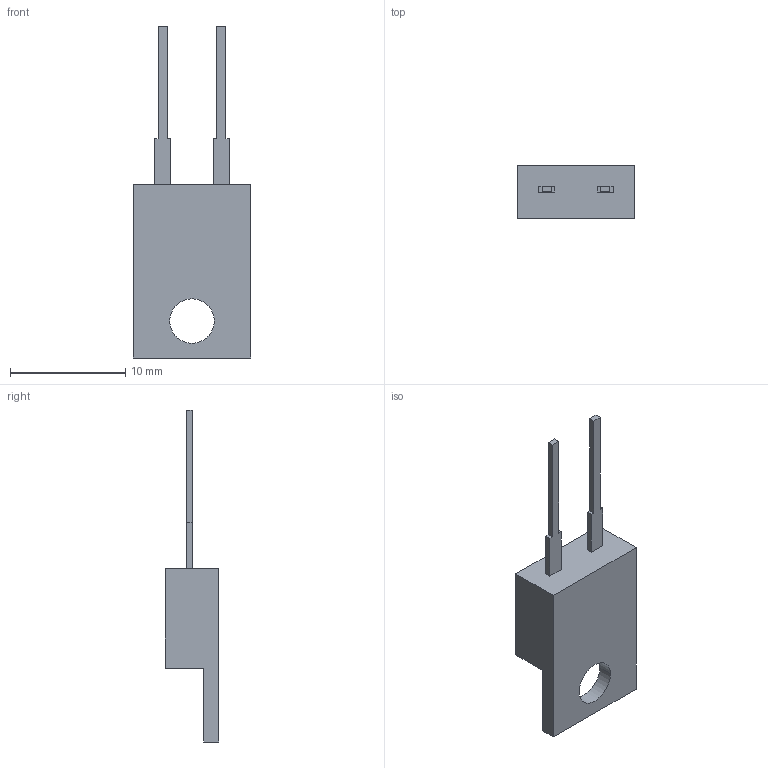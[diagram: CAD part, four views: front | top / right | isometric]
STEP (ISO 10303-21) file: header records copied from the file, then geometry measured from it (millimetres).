
FILE_DESCRIPTION((''),'2;1');
FILE_NAME('WMHP35_V2','2021-10-11T08:19:24',('Samuel.Dunn'),(''),'CREO PARAMETRIC BY PTC INC, 2017260','CREO PARAMETRIC BY PTC INC, 2017260','');
FILE_SCHEMA(('CONFIG_CONTROL_DESIGN'));
Length unit declared in the file: millimetre
Products named in the file (1): WMHP35_V2
Bounding box: 10.16 x 4.6 x 28.75 mm (x, y, z)
Volume: 484.8 mm3; surface area: 567.3 mm2
Topology: 1 solids, 1 shells, 28 faces, 72 edges, 48 vertices
Faces by surface type: plane 26, cylinder 2
Entity records: 882 total; most frequent: CARTESIAN_POINT 148, ORIENTED_EDGE 144, DIRECTION 132, EDGE_CURVE 72, VECTOR 68, LINE 68, VERTEX_POINT 48, AXIS2_PLACEMENT_3D 32
